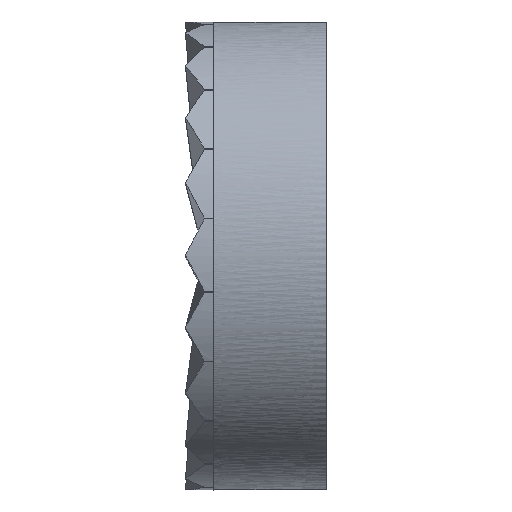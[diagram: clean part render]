
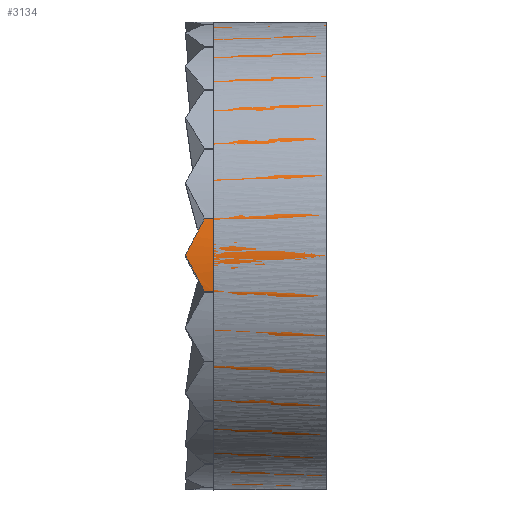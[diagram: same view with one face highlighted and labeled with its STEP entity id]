
A CAD part, top view. The second image highlights one B-rep face of the part: STEP entity #3134.
In plain terms, the highlighted cylindrical face has radius 12.5 mm (diameter 25 mm), a full revolution.
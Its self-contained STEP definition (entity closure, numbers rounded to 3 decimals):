
#73=CIRCLE('',#3350,12.5);
#74=CIRCLE('',#3351,12.5);
#75=CIRCLE('',#3353,12.5);
#76=CIRCLE('',#3354,12.5);
#213=CYLINDRICAL_SURFACE('',#3349,12.5);
#254=FACE_OUTER_BOUND('',#434,.T.);
#434=EDGE_LOOP('',(#2038,#2039,#2040,#2041,#2042,#2043,#2044,#2045,#2046,
#2047));
#633=ELLIPSE('',#3347,14.126,12.5);
#635=ELLIPSE('',#3352,14.126,12.5);
#716=LINE('',#4824,#976);
#717=LINE('',#4830,#977);
#718=LINE('',#4833,#978);
#976=VECTOR('',#3761,12.5);
#977=VECTOR('',#3766,10.);
#978=VECTOR('',#3769,10.);
#1235=VERTEX_POINT('',#4813);
#1236=VERTEX_POINT('',#4815);
#1238=VERTEX_POINT('',#4821);
#1239=VERTEX_POINT('',#4823);
#1240=VERTEX_POINT('',#4825);
#1241=VERTEX_POINT('',#4827);
#1242=VERTEX_POINT('',#4829);
#1243=VERTEX_POINT('',#4831);
#1555=EDGE_CURVE('',#1235,#1236,#633,.T.);
#1558=EDGE_CURVE('',#1238,#1238,#73,.T.);
#1559=EDGE_CURVE('',#1238,#1239,#716,.T.);
#1560=EDGE_CURVE('',#1240,#1239,#74,.T.);
#1561=EDGE_CURVE('',#1241,#1240,#635,.T.);
#1562=EDGE_CURVE('',#1242,#1241,#717,.T.);
#1563=EDGE_CURVE('',#1243,#1242,#75,.T.);
#1564=EDGE_CURVE('',#1243,#1236,#718,.T.);
#1565=EDGE_CURVE('',#1239,#1235,#76,.T.);
#2038=ORIENTED_EDGE('',*,*,#1558,.F.);
#2039=ORIENTED_EDGE('',*,*,#1559,.T.);
#2040=ORIENTED_EDGE('',*,*,#1560,.F.);
#2041=ORIENTED_EDGE('',*,*,#1561,.F.);
#2042=ORIENTED_EDGE('',*,*,#1562,.F.);
#2043=ORIENTED_EDGE('',*,*,#1563,.F.);
#2044=ORIENTED_EDGE('',*,*,#1564,.T.);
#2045=ORIENTED_EDGE('',*,*,#1555,.F.);
#2046=ORIENTED_EDGE('',*,*,#1565,.F.);
#2047=ORIENTED_EDGE('',*,*,#1559,.F.);
#3134=ADVANCED_FACE('',(#254),#213,.T.);
#3347=AXIS2_PLACEMENT_3D('',#4816,#3752,#3753);
#3349=AXIS2_PLACEMENT_3D('',#4820,#3757,#3758);
#3350=AXIS2_PLACEMENT_3D('',#4822,#3759,#3760);
#3351=AXIS2_PLACEMENT_3D('',#4826,#3762,#3763);
#3352=AXIS2_PLACEMENT_3D('',#4828,#3764,#3765);
#3353=AXIS2_PLACEMENT_3D('',#4832,#3767,#3768);
#3354=AXIS2_PLACEMENT_3D('',#4834,#3770,#3771);
#3752=DIRECTION('center_axis',(-0.885,0.46,-0.072));
#3753=DIRECTION('ref_axis',(0.466,0.874,-0.137));
#3757=DIRECTION('center_axis',(1.,0.,0.));
#3758=DIRECTION('ref_axis',(0.,0.,-1.));
#3759=DIRECTION('center_axis',(1.,0.,0.));
#3760=DIRECTION('ref_axis',(0.,0.,-1.));
#3761=DIRECTION('',(-1.,0.,0.));
#3762=DIRECTION('center_axis',(-1.,0.,0.));
#3763=DIRECTION('ref_axis',(0.,-1.,0.));
#3764=DIRECTION('center_axis',(-0.885,-0.46,-0.073));
#3765=DIRECTION('ref_axis',(0.466,-0.874,-0.139));
#3766=DIRECTION('',(-1.,0.,0.));
#3767=DIRECTION('center_axis',(-1.,0.,0.));
#3768=DIRECTION('ref_axis',(0.,0.,-1.));
#3769=DIRECTION('',(-1.,0.,0.));
#3770=DIRECTION('center_axis',(-1.,0.,0.));
#3771=DIRECTION('ref_axis',(0.,-1.,0.));
#4813=CARTESIAN_POINT('',(-1.5,0.063,12.5));
#4815=CARTESIAN_POINT('',(-0.5,1.962,12.345));
#4816=CARTESIAN_POINT('Origin',(-0.517,0.,0.));
#4820=CARTESIAN_POINT('Origin',(3.,0.,0.));
#4821=CARTESIAN_POINT('',(6.,0.,12.5));
#4822=CARTESIAN_POINT('Origin',(6.,0.,0.));
#4823=CARTESIAN_POINT('',(-1.5,0.,12.5));
#4824=CARTESIAN_POINT('',(3.,0.,12.5));
#4825=CARTESIAN_POINT('',(-1.5,-0.005,12.5));
#4826=CARTESIAN_POINT('Origin',(-1.5,0.,0.));
#4827=CARTESIAN_POINT('',(-0.5,-1.905,12.354));
#4828=CARTESIAN_POINT('Origin',(-0.465,0.,0.));
#4829=CARTESIAN_POINT('',(0.,-1.905,12.354));
#4830=CARTESIAN_POINT('',(0.,-1.905,12.354));
#4831=CARTESIAN_POINT('',(0.,1.962,12.345));
#4832=CARTESIAN_POINT('Origin',(0.,0.,0.));
#4833=CARTESIAN_POINT('',(0.,1.962,12.345));
#4834=CARTESIAN_POINT('Origin',(-1.5,0.,0.));
